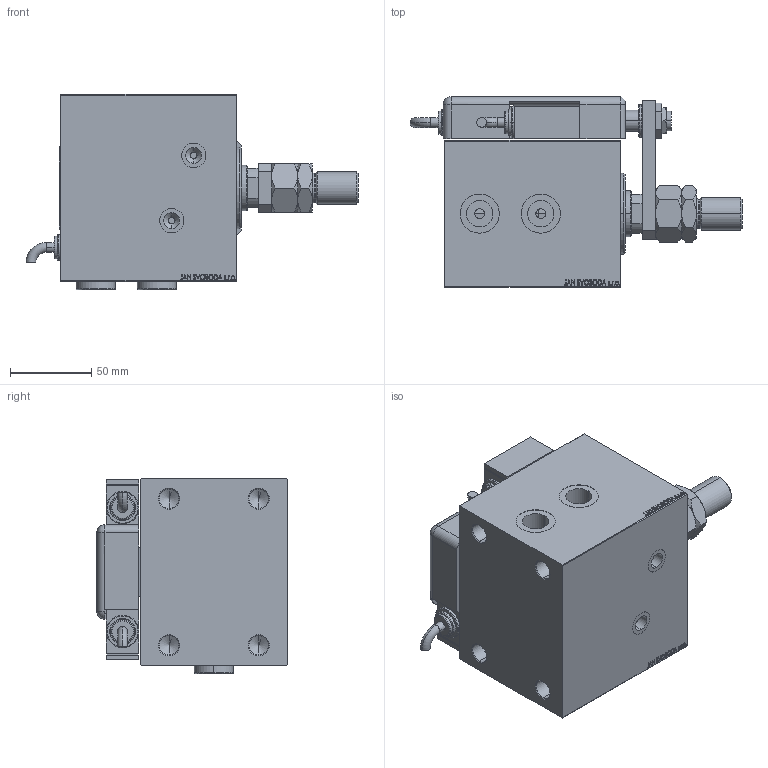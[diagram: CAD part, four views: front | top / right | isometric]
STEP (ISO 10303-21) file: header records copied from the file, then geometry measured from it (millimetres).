
FILE_DESCRIPTION (( 'STEP AP203' ), '1' );
FILE_NAME ('c4ad.STEP', '2022-04-17T15:34:59', ( '' ), ( '' ), 'SwSTEP 2.0', 'SolidWorks 2019', '' );
FILE_SCHEMA (( 'CONFIG_CONTROL_DESIGN' ));
Length unit declared in the file: millimetre
Products named in the file (15): TYC 5e63a94ad59c625437b76b2a870c6472; KRYT 5e63a94ad59c625437b76b2a870c6472; V450CP_B_VCP 5e63a94ad59c625437b76b2a870c6472; SWITCH Q 5e63a94ad59c625437b76b2a870c6472; SWITCH_Q_FRONT_BACK 5e63a94ad59c625437b76b2a870c6472; MAGNETIC SWITCH Q 5e63a94ad59c625437b76b2a870c6472; V450CP_VC_B 5e63a94ad59c625437b76b2a870c6472; NUT_D13 5e63a94ad59c625437b76b2a870c6472; SWITCH DIM A_G 5e63a94ad59c625437b76b2a870c6472; Q_T_W_MTA 5e63a94ad59c625437b76b2a870c6472; ZARAZKA_Q 5e63a94ad59c625437b76b2a870c6472; PLUG 5e63a94ad59c625437b76b2a870c6472; V450CP_B 5e63a94ad59c625437b76b2a870c6472; NUT_D19 5e63a94ad59c625437b76b2a870c6472; c4ad
Assembly tree (16 placements, depth 3):
  c4ad
    V450CP_B 5e63a94ad59c625437b76b2a870c6472
    V450CP_B_VCP 5e63a94ad59c625437b76b2a870c6472
    V450CP_VC_B 5e63a94ad59c625437b76b2a870c6472
    MAGNETIC SWITCH Q 5e63a94ad59c625437b76b2a870c6472
      SWITCH_Q_FRONT_BACK 5e63a94ad59c625437b76b2a870c6472
      TYC 5e63a94ad59c625437b76b2a870c6472
      ZARAZKA_Q 5e63a94ad59c625437b76b2a870c6472
      SWITCH DIM A_G 5e63a94ad59c625437b76b2a870c6472
      NUT_D19 5e63a94ad59c625437b76b2a870c6472
      NUT_D13 5e63a94ad59c625437b76b2a870c6472
      KRYT 5e63a94ad59c625437b76b2a870c6472
      SWITCH Q 5e63a94ad59c625437b76b2a870c6472  x2
    Q_T_W_MTA 5e63a94ad59c625437b76b2a870c6472
    PLUG 5e63a94ad59c625437b76b2a870c6472  x2
Bounding box: 203.76 x 116.8 x 119.9 mm (x, y, z)
Volume: 1244058 mm3; surface area: 201720.2 mm2
Topology: 16 solids, 16 shells, 1392 faces, 3478 edges, 2257 vertices
Faces by surface type: plane 662, bspline 471, cylinder 143, cone 86, torus 28, sphere 2
Entity records: 63633 total; most frequent: CARTESIAN_POINT 33211, ORIENTED_EDGE 6648, DIRECTION 4426, EDGE_CURVE 3324, VERTEX_POINT 2173, LINE 1938, VECTOR 1938, EDGE_LOOP 1511
